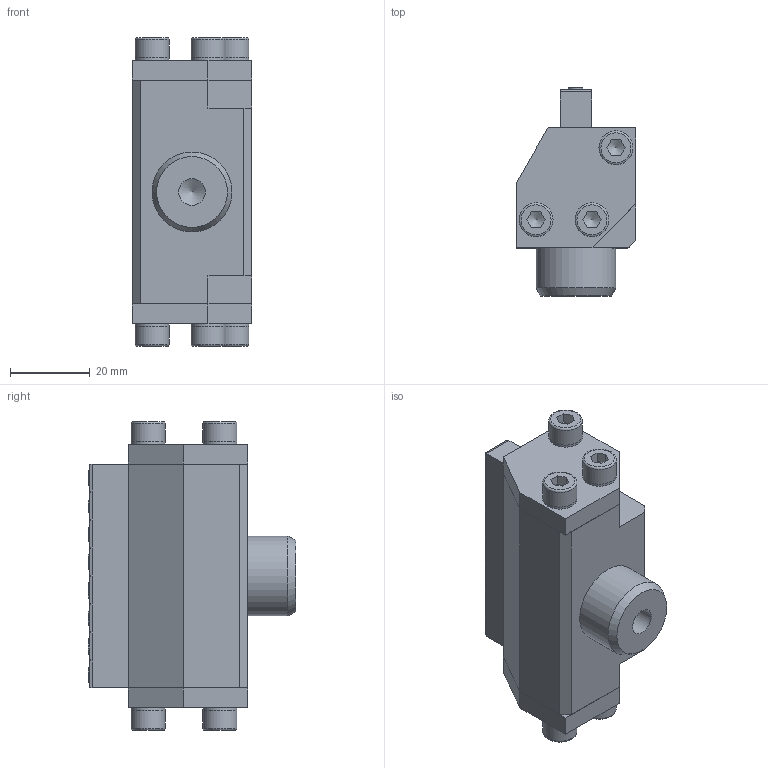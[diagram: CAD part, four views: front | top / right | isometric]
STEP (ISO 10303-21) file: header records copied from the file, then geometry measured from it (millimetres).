
FILE_DESCRIPTION(/* description */ ('PFS 400-60 PTH8 70°ÖW o SK'),/* implementation_level */ '2;1');
FILE_NAME(/* name */ '261479_Stempelhalter_PTH_8-6_mit_Praegetempeln_224276.stp',/* time_stamp */ '2018-05-07T10:53:20+02:00',/* author */ ('oku'),/* organization */ (''),/* preprocessor_version */ 'ST-DEVELOPER v17',/* originating_system */ 'Autodesk Inventor 2018',/* authorisation */ '');
FILE_SCHEMA (('AUTOMOTIVE_DESIGN { 1 0 10303 214 3 1 1 }'));
Length unit declared in the file: millimetre
Products named in the file (6): 260295 - 7504822100; 210237 ; 261479; 200145  ; 200975; 224276 - Stahltypen 8St
Assembly tree (16 placements, depth 2):
  260295 - 7504822100
    210237   x2
    261479
    200145    x6
    200975  x6
    224276 - Stahltypen 8St
Bounding box: 30 x 52 x 77.2 mm (x, y, z)
Volume: 62700 mm3; surface area: 25059.7 mm2
Topology: 16 solids, 16 shells, 357 faces, 925 edges, 618 vertices
Faces by surface type: plane 218, bspline 75, cylinder 38, cone 20, torus 6
Full cylindrical faces by diameter (mm): 4.134 x6, 5 x6, 5.3 x6, 6 x6, 6.647 x1, 8.5 x12, 20 x1
Entity records: 12124 total; most frequent: CARTESIAN_POINT 5767, ORIENTED_EDGE 1344, DIRECTION 978, EDGE_CURVE 672, LINE 458, VECTOR 458, VERTEX_POINT 447, EDGE_LOOP 285
